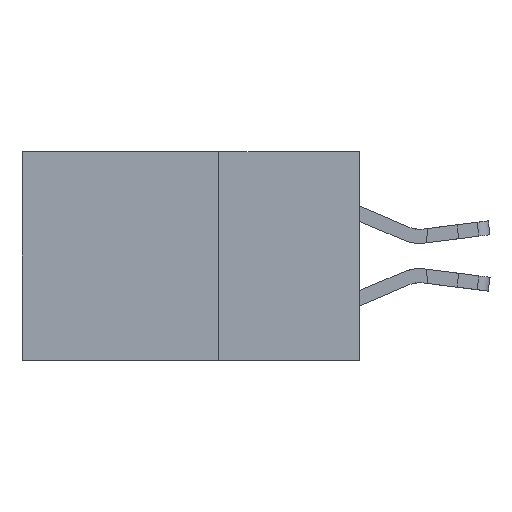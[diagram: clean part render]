
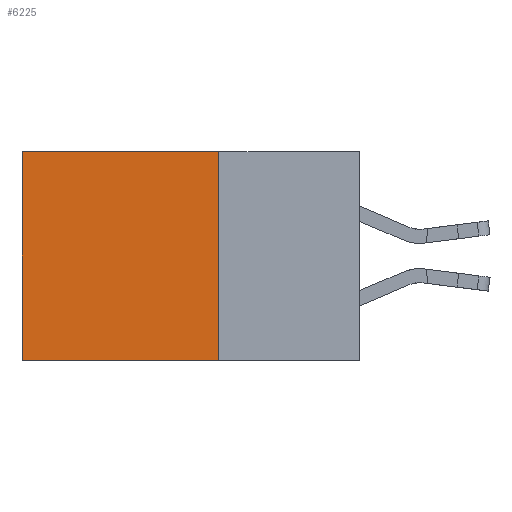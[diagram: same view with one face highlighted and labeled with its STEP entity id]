
A CAD part, left-side view. The second image highlights one B-rep face of the part: STEP entity #6225.
In plain terms, the highlighted planar face has unit normal (-1, 0, 0).
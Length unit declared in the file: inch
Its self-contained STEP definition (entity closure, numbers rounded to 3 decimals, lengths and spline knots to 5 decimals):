
#1053 = CARTESIAN_POINT ( 'NONE',  ( 0.2875, 0.25, 0. ) ) ;
#2145 = EDGE_CURVE ( 'NONE', #9664, #16597, #4000, .T. ) ;
#2333 = LINE ( 'NONE', #18302, #6749 ) ;
#2387 = DIRECTION ( 'NONE',  ( 1., 0., 0. ) ) ;
#2522 = EDGE_CURVE ( 'NONE', #13842, #9084, #2333, .T. ) ;
#3898 = CARTESIAN_POINT ( 'NONE',  ( 0.2875, 0.25, -0.37 ) ) ;
#4000 = LINE ( 'NONE', #3898, #11737 ) ;
#4252 = CARTESIAN_POINT ( 'NONE',  ( 0.2875, 0.25, -0.37 ) ) ;
#5608 = EDGE_LOOP ( 'NONE', ( #11156, #17072, #18084, #18242 ) ) ;
#6225 = ADVANCED_FACE ( 'NONE', ( #12914 ), #8253, .F. ) ;
#6749 = VECTOR ( 'NONE', #9625, 39.37008 ) ;
#6839 = DIRECTION ( 'NONE',  ( 0., 1., 0. ) ) ;
#7394 = CARTESIAN_POINT ( 'NONE',  ( 0.2875, 0.6, 0. ) ) ;
#8253 = PLANE ( 'NONE',  #17522 ) ;
#8488 = VECTOR ( 'NONE', #11391, 39.37008 ) ;
#9084 = VERTEX_POINT ( 'NONE', #7394 ) ;
#9177 = DIRECTION ( 'NONE',  ( 0., 0., -1. ) ) ;
#9185 = VECTOR ( 'NONE', #9177, 39.37008 ) ;
#9625 = DIRECTION ( 'NONE',  ( 0., 1., 0. ) ) ;
#9647 = LINE ( 'NONE', #16421, #9185 ) ;
#9664 = VERTEX_POINT ( 'NONE', #4252 ) ;
#9879 = CARTESIAN_POINT ( 'NONE',  ( 0.2875, 0.25, 0. ) ) ;
#11156 = ORIENTED_EDGE ( 'NONE', *, *, #16290, .T. ) ;
#11173 = CARTESIAN_POINT ( 'NONE',  ( 0.2875, 0.25, 0. ) ) ;
#11391 = DIRECTION ( 'NONE',  ( 0., 0., -1. ) ) ;
#11737 = VECTOR ( 'NONE', #6839, 39.37008 ) ;
#12361 = LINE ( 'NONE', #9879, #8488 ) ;
#12636 = DIRECTION ( 'NONE',  ( 0., 0., -1. ) ) ;
#12717 = EDGE_CURVE ( 'NONE', #13842, #9664, #12361, .T. ) ;
#12914 = FACE_OUTER_BOUND ( 'NONE', #5608, .T. ) ;
#13842 = VERTEX_POINT ( 'NONE', #1053 ) ;
#16290 = EDGE_CURVE ( 'NONE', #9084, #16597, #9647, .T. ) ;
#16421 = CARTESIAN_POINT ( 'NONE',  ( 0.2875, 0.6, 0. ) ) ;
#16597 = VERTEX_POINT ( 'NONE', #17101 ) ;
#17072 = ORIENTED_EDGE ( 'NONE', *, *, #2145, .F. ) ;
#17101 = CARTESIAN_POINT ( 'NONE',  ( 0.2875, 0.6, -0.37 ) ) ;
#17522 = AXIS2_PLACEMENT_3D ( 'NONE', #11173, #2387, #12636 ) ;
#18084 = ORIENTED_EDGE ( 'NONE', *, *, #12717, .F. ) ;
#18242 = ORIENTED_EDGE ( 'NONE', *, *, #2522, .T. ) ;
#18302 = CARTESIAN_POINT ( 'NONE',  ( 0.2875, 0.25, 0. ) ) ;
